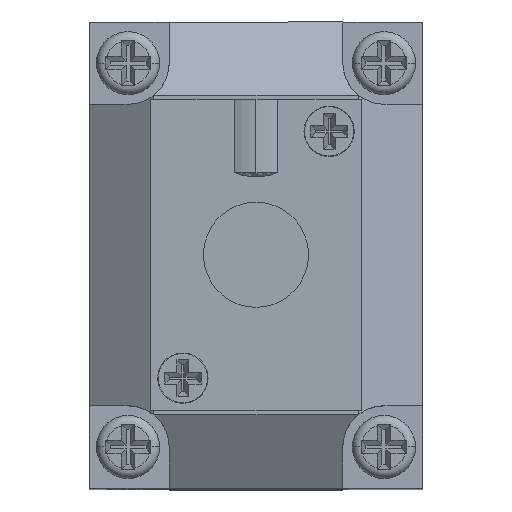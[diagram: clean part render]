
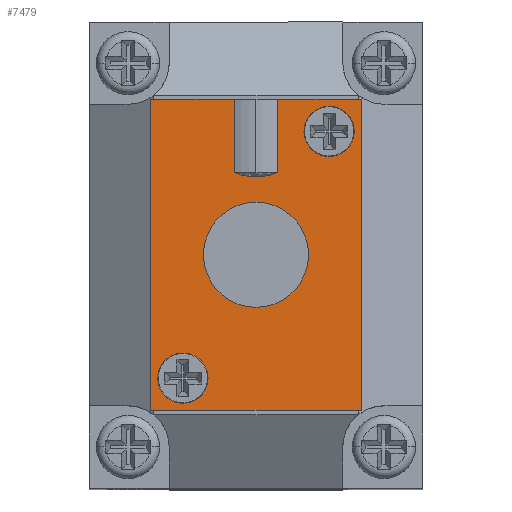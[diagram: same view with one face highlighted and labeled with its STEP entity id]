
A CAD part, top view. The second image highlights one B-rep face of the part: STEP entity #7479.
In plain terms, the highlighted planar face has unit normal (0, 0, 1).
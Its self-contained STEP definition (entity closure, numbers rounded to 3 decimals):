
#3 = ORIENTED_EDGE ( 'NONE', *, *, #6059, .T. ) ;
#7 = ORIENTED_EDGE ( 'NONE', *, *, #5921, .T. ) ;
#20 = ORIENTED_EDGE ( 'NONE', *, *, #6057, .T. ) ;
#21 = ORIENTED_EDGE ( 'NONE', *, *, #6058, .T. ) ;
#23 = ORIENTED_EDGE ( 'NONE', *, *, #6060, .F. ) ;
#25 = ORIENTED_EDGE ( 'NONE', *, *, #6073, .F. ) ;
#52 = ORIENTED_EDGE ( 'NONE', *, *, #6062, .F. ) ;
#93 = ORIENTED_EDGE ( 'NONE', *, *, #6063, .F. ) ;
#123 = ORIENTED_EDGE ( 'NONE', *, *, #6065, .F. ) ;
#126 = ORIENTED_EDGE ( 'NONE', *, *, #6069, .F. ) ;
#127 = ORIENTED_EDGE ( 'NONE', *, *, #6061, .F. ) ;
#134 = ORIENTED_EDGE ( 'NONE', *, *, #6055, .T. ) ;
#135 = ORIENTED_EDGE ( 'NONE', *, *, #6056, .T. ) ;
#136 = ORIENTED_EDGE ( 'NONE', *, *, #6091, .T. ) ;
#367 = AXIS2_PLACEMENT_3D ( 'NONE', #1902, #1903, #1904 ) ;
#1036 = FACE_BOUND ( 'NONE', #2913, .T. ) ;
#1037 = FACE_BOUND ( 'NONE', #2930, .T. ) ;
#1038 = FACE_BOUND ( 'NONE', #2907, .T. ) ;
#1039 = FACE_OUTER_BOUND ( 'NONE', #2917, .T. ) ;
#1901 = PLANE ( 'NONE',  #367 ) ;
#1902 = CARTESIAN_POINT ( 'NONE',  ( 11.5, -17., 13. ) ) ;
#1903 = DIRECTION ( 'NONE',  ( 0., 0., 1. ) ) ;
#1904 = DIRECTION ( 'NONE',  ( 1., 0., 0. ) ) ;
#2032 = CIRCLE ( 'NONE', #4781, 2.75 ) ;
#2033 = CIRCLE ( 'NONE', #4782, 2.75 ) ;
#2035 = CIRCLE ( 'NONE', #4783, 5.75 ) ;
#2038 = CIRCLE ( 'NONE', #4784, 5.75 ) ;
#2044 = CIRCLE ( 'NONE', #4786, 2.75 ) ;
#2050 = CIRCLE ( 'NONE', #4788, 2.75 ) ;
#2075 = LINE ( 'NONE', #3770, #2077 ) ;
#2077 = VECTOR ( 'NONE', #3771, 1000. ) ;
#2907 = EDGE_LOOP ( 'NONE', ( #127, #25 ) ) ;
#2913 = EDGE_LOOP ( 'NONE', ( #93, #123 ) ) ;
#2917 = EDGE_LOOP ( 'NONE', ( #23, #3, #136, #21, #20, #135, #134, #7 ) ) ;
#2930 = EDGE_LOOP ( 'NONE', ( #52, #126 ) ) ;
#3681 = CARTESIAN_POINT ( 'NONE',  ( 11.5, 17., 13. ) ) ;
#3682 = DIRECTION ( 'NONE',  ( 0., 1., 0. ) ) ;
#3683 = CARTESIAN_POINT ( 'NONE',  ( -11.5, -17., 13. ) ) ;
#3684 = DIRECTION ( 'NONE',  ( 1., 0., 0. ) ) ;
#3685 = CARTESIAN_POINT ( 'NONE',  ( -11.5, 17., 13. ) ) ;
#3686 = DIRECTION ( 'NONE',  ( 0., -1., 0. ) ) ;
#3687 = CARTESIAN_POINT ( 'NONE',  ( -11.5, 17., 13. ) ) ;
#3688 = DIRECTION ( 'NONE',  ( -1., 0., 0. ) ) ;
#3689 = CARTESIAN_POINT ( 'NONE',  ( 0., 14.5, 13. ) ) ;
#3690 = DIRECTION ( 'NONE',  ( 0., 0., -1. ) ) ;
#3691 = DIRECTION ( 'NONE',  ( 1., 0., 0. ) ) ;
#3692 = CARTESIAN_POINT ( 'NONE',  ( 2.398, 9., 13. ) ) ;
#3693 = DIRECTION ( 'NONE',  ( 0., 1., 0. ) ) ;
#3694 = CARTESIAN_POINT ( 'NONE',  ( -8., -13.5, 13. ) ) ;
#3695 = DIRECTION ( 'NONE',  ( 0., 0., 1. ) ) ;
#3696 = DIRECTION ( 'NONE',  ( 1., 0., 0. ) ) ;
#3697 = CARTESIAN_POINT ( 'NONE',  ( 8., 13.5, 13. ) ) ;
#3698 = DIRECTION ( 'NONE',  ( 0., 0., 1. ) ) ;
#3699 = DIRECTION ( 'NONE',  ( 1., 0., 0. ) ) ;
#3700 = CARTESIAN_POINT ( 'NONE',  ( 0., 0., 13. ) ) ;
#3701 = DIRECTION ( 'NONE',  ( 0., 0., 1. ) ) ;
#3702 = DIRECTION ( 'NONE',  ( 1., 0., 0. ) ) ;
#3705 = CARTESIAN_POINT ( 'NONE',  ( 0., 0., 13. ) ) ;
#3706 = DIRECTION ( 'NONE',  ( 0., 0., 1. ) ) ;
#3707 = DIRECTION ( 'NONE',  ( 1., 0., 0. ) ) ;
#3715 = CARTESIAN_POINT ( 'NONE',  ( 8., 13.5, 13. ) ) ;
#3716 = DIRECTION ( 'NONE',  ( 0., 0., 1. ) ) ;
#3717 = DIRECTION ( 'NONE',  ( 1., 0., 0. ) ) ;
#3725 = CARTESIAN_POINT ( 'NONE',  ( -8., -13.5, 13. ) ) ;
#3726 = DIRECTION ( 'NONE',  ( 0., 0., 1. ) ) ;
#3727 = DIRECTION ( 'NONE',  ( 1., 0., 0. ) ) ;
#3770 = CARTESIAN_POINT ( 'NONE',  ( -2.398, 9., 13. ) ) ;
#3771 = DIRECTION ( 'NONE',  ( 0., 1., 0. ) ) ;
#4189 = CARTESIAN_POINT ( 'NONE',  ( -2.398, 17., 13. ) ) ;
#4203 = CARTESIAN_POINT ( 'NONE',  ( -2.398, 9., 13. ) ) ;
#4424 = DIRECTION ( 'NONE',  ( -1., 0., 0. ) ) ;
#4425 = CARTESIAN_POINT ( 'NONE',  ( -11.5, 17., 13. ) ) ;
#4780 = AXIS2_PLACEMENT_3D ( 'NONE', #3689, #3690, #3691 ) ;
#4781 = AXIS2_PLACEMENT_3D ( 'NONE', #3694, #3695, #3696 ) ;
#4782 = AXIS2_PLACEMENT_3D ( 'NONE', #3697, #3698, #3699 ) ;
#4783 = AXIS2_PLACEMENT_3D ( 'NONE', #3700, #3701, #3702 ) ;
#4784 = AXIS2_PLACEMENT_3D ( 'NONE', #3705, #3706, #3707 ) ;
#4786 = AXIS2_PLACEMENT_3D ( 'NONE', #3715, #3716, #3717 ) ;
#4788 = AXIS2_PLACEMENT_3D ( 'NONE', #3725, #3726, #3727 ) ;
#5133 = CARTESIAN_POINT ( 'NONE',  ( -5.25, -13.5, 13. ) ) ;
#5141 = CARTESIAN_POINT ( 'NONE',  ( -10.75, -13.5, 13. ) ) ;
#5173 = CARTESIAN_POINT ( 'NONE',  ( 5.75, 0., 13. ) ) ;
#5174 = CARTESIAN_POINT ( 'NONE',  ( 10.75, 13.5, 13. ) ) ;
#5175 = CARTESIAN_POINT ( 'NONE',  ( 5.25, 13.5, 13. ) ) ;
#5176 = CARTESIAN_POINT ( 'NONE',  ( 2.398, 9., 13. ) ) ;
#5177 = CARTESIAN_POINT ( 'NONE',  ( 2.398, 17., 13. ) ) ;
#5191 = CARTESIAN_POINT ( 'NONE',  ( -5.75, 0., 13. ) ) ;
#5193 = CARTESIAN_POINT ( 'NONE',  ( -11.5, 17., 13. ) ) ;
#5203 = CARTESIAN_POINT ( 'NONE',  ( 11.5, 17., 13. ) ) ;
#5206 = CARTESIAN_POINT ( 'NONE',  ( 11.5, -17., 13. ) ) ;
#5359 = VERTEX_POINT ( 'NONE', #6588 ) ;
#5577 = VERTEX_POINT ( 'NONE', #5206 ) ;
#5580 = VERTEX_POINT ( 'NONE', #5203 ) ;
#5590 = VERTEX_POINT ( 'NONE', #5193 ) ;
#5592 = VERTEX_POINT ( 'NONE', #5191 ) ;
#5606 = VERTEX_POINT ( 'NONE', #5177 ) ;
#5607 = VERTEX_POINT ( 'NONE', #5176 ) ;
#5608 = VERTEX_POINT ( 'NONE', #5175 ) ;
#5609 = VERTEX_POINT ( 'NONE', #5174 ) ;
#5610 = VERTEX_POINT ( 'NONE', #5173 ) ;
#5676 = VERTEX_POINT ( 'NONE', #5141 ) ;
#5684 = VERTEX_POINT ( 'NONE', #5133 ) ;
#5829 = VERTEX_POINT ( 'NONE', #4203 ) ;
#5834 = VERTEX_POINT ( 'NONE', #4189 ) ;
#5921 = EDGE_CURVE ( 'NONE', #5580, #5606, #7964, .T. ) ;
#6055 = EDGE_CURVE ( 'NONE', #5577, #5580, #8169, .T. ) ;
#6056 = EDGE_CURVE ( 'NONE', #5359, #5577, #8172, .T. ) ;
#6057 = EDGE_CURVE ( 'NONE', #5590, #5359, #8174, .T. ) ;
#6058 = EDGE_CURVE ( 'NONE', #5834, #5590, #8176, .T. ) ;
#6059 = EDGE_CURVE ( 'NONE', #5607, #5829, #8179, .T. ) ;
#6060 = EDGE_CURVE ( 'NONE', #5607, #5606, #8178, .T. ) ;
#6061 = EDGE_CURVE ( 'NONE', #5684, #5676, #2032, .T. ) ;
#6062 = EDGE_CURVE ( 'NONE', #5609, #5608, #2033, .T. ) ;
#6063 = EDGE_CURVE ( 'NONE', #5610, #5592, #2035, .T. ) ;
#6065 = EDGE_CURVE ( 'NONE', #5592, #5610, #2038, .T. ) ;
#6069 = EDGE_CURVE ( 'NONE', #5608, #5609, #2044, .T. ) ;
#6073 = EDGE_CURVE ( 'NONE', #5676, #5684, #2050, .T. ) ;
#6091 = EDGE_CURVE ( 'NONE', #5829, #5834, #2075, .T. ) ;
#6588 = CARTESIAN_POINT ( 'NONE',  ( -11.5, -17., 13. ) ) ;
#7479 = ADVANCED_FACE ( 'NONE', ( #1036, #1037, #1038, #1039 ), #1901, .T. ) ;
#7964 = LINE ( 'NONE', #4425, #7966 ) ;
#7966 = VECTOR ( 'NONE', #4424, 1000. ) ;
#8169 = LINE ( 'NONE', #3681, #8171 ) ;
#8171 = VECTOR ( 'NONE', #3682, 1000. ) ;
#8172 = LINE ( 'NONE', #3683, #8173 ) ;
#8173 = VECTOR ( 'NONE', #3684, 1000. ) ;
#8174 = LINE ( 'NONE', #3685, #8175 ) ;
#8175 = VECTOR ( 'NONE', #3686, 1000. ) ;
#8176 = LINE ( 'NONE', #3687, #8177 ) ;
#8177 = VECTOR ( 'NONE', #3688, 1000. ) ;
#8178 = LINE ( 'NONE', #3692, #8180 ) ;
#8179 = CIRCLE ( 'NONE', #4780, 6. ) ;
#8180 = VECTOR ( 'NONE', #3693, 1000. ) ;
